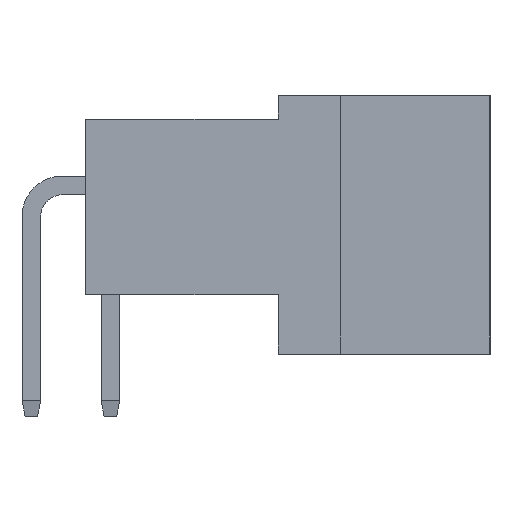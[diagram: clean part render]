
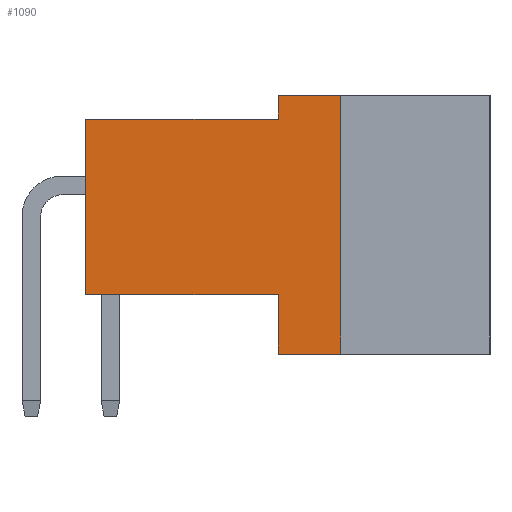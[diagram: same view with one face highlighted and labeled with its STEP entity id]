
A CAD part, left-side view. The second image highlights one B-rep face of the part: STEP entity #1090.
In plain terms, the highlighted planar face has unit normal (-1, 0, 0).
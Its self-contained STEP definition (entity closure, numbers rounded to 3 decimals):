
#1090=ADVANCED_FACE('',(#2944),#2945,.T.);
#2944=FACE_OUTER_BOUND('',#5622,.T.);
#2945=PLANE('',#5623);
#5622=EDGE_LOOP('',(#8869,#8870,#8871,#8872,#8873,#8874,#8875,#8876));
#5623=AXIS2_PLACEMENT_3D('',#8877,#8878,#8879);
#8869=ORIENTED_EDGE('',*,*,#16071,.F.);
#8870=ORIENTED_EDGE('',*,*,#16072,.F.);
#8871=ORIENTED_EDGE('',*,*,#16073,.T.);
#8872=ORIENTED_EDGE('',*,*,#16074,.F.);
#8873=ORIENTED_EDGE('',*,*,#15821,.T.);
#8874=ORIENTED_EDGE('',*,*,#16069,.T.);
#8875=ORIENTED_EDGE('',*,*,#16075,.F.);
#8876=ORIENTED_EDGE('',*,*,#16076,.T.);
#8877=CARTESIAN_POINT('',(-26.93,6.5,-4.15));
#8878=DIRECTION('',(-1.0,0.0,0.0));
#8879=DIRECTION('',(0.0,-1.0,0.0));
#15821=EDGE_CURVE('',#18912,#18910,#18913,.T.);
#16069=EDGE_CURVE('',#18910,#19250,#19252,.T.);
#16071=EDGE_CURVE('',#19254,#19255,#19256,.T.);
#16072=EDGE_CURVE('',#19257,#19254,#19258,.T.);
#16073=EDGE_CURVE('',#19257,#19259,#19260,.T.);
#16074=EDGE_CURVE('',#18912,#19259,#19261,.T.);
#16075=EDGE_CURVE('',#19262,#19250,#19263,.T.);
#16076=EDGE_CURVE('',#19262,#19255,#19264,.T.);
#18910=VERTEX_POINT('',#23320);
#18912=VERTEX_POINT('',#23323);
#18913=LINE('',#23324,#23325);
#19250=VERTEX_POINT('',#23830);
#19252=LINE('',#23833,#23834);
#19254=VERTEX_POINT('',#23836);
#19255=VERTEX_POINT('',#23837);
#19256=LINE('',#23838,#23839);
#19257=VERTEX_POINT('',#23840);
#19258=LINE('',#23841,#23842);
#19259=VERTEX_POINT('',#23843);
#19260=LINE('',#23844,#23845);
#19261=LINE('',#23846,#23847);
#19262=VERTEX_POINT('',#23848);
#19263=LINE('',#23849,#23850);
#19264=LINE('',#23851,#23852);
#23320=CARTESIAN_POINT('',(-26.93,-1.7,-4.15));
#23323=CARTESIAN_POINT('',(-26.93,0.3,-4.15));
#23324=CARTESIAN_POINT('',(-26.93,0.3,-4.15));
#23325=VECTOR('',#29342,1.0);
#23830=CARTESIAN_POINT('',(-26.93,-1.7,4.15));
#23833=CARTESIAN_POINT('',(-26.93,-1.7,-4.15));
#23834=VECTOR('',#29512,1.0);
#23836=CARTESIAN_POINT('',(-26.93,6.5,3.4));
#23837=CARTESIAN_POINT('',(-26.93,0.3,3.4));
#23838=CARTESIAN_POINT('',(-26.93,6.5,3.4));
#23839=VECTOR('',#29513,1.0);
#23840=CARTESIAN_POINT('',(-26.93,6.5,-2.25));
#23841=CARTESIAN_POINT('',(-26.93,6.5,-2.25));
#23842=VECTOR('',#29514,1.0);
#23843=CARTESIAN_POINT('',(-26.93,0.3,-2.25));
#23844=CARTESIAN_POINT('',(-26.93,6.5,-2.25));
#23845=VECTOR('',#29515,1.0);
#23846=CARTESIAN_POINT('',(-26.93,0.3,-4.15));
#23847=VECTOR('',#29516,1.0);
#23848=CARTESIAN_POINT('',(-26.93,0.3,4.15));
#23849=CARTESIAN_POINT('',(-26.93,0.3,4.15));
#23850=VECTOR('',#29517,1.0);
#23851=CARTESIAN_POINT('',(-26.93,0.3,4.15));
#23852=VECTOR('',#29518,1.0);
#29342=DIRECTION('',(0.0,-1.0,0.0));
#29512=DIRECTION('',(0.0,0.0,1.0));
#29513=DIRECTION('',(0.0,-1.0,0.0));
#29514=DIRECTION('',(0.0,0.0,1.0));
#29515=DIRECTION('',(0.0,-1.0,0.0));
#29516=DIRECTION('',(0.0,0.0,1.0));
#29517=DIRECTION('',(0.0,-1.0,0.0));
#29518=DIRECTION('',(0.0,0.0,-1.0));
